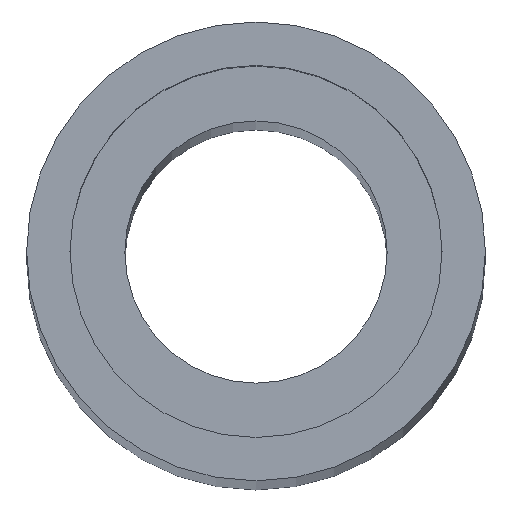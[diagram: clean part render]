
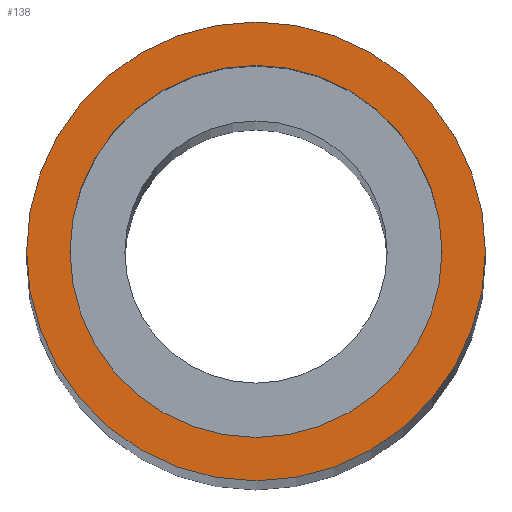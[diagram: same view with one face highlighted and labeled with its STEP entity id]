
A CAD part, top view. The second image highlights one B-rep face of the part: STEP entity #138.
In plain terms, the highlighted planar face has unit normal (0, 0, 1).
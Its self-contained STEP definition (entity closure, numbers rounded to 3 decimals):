
#18=FACE_BOUND('',#47,.T.);
#23=PLANE('',#181);
#33=FACE_OUTER_BOUND('',#46,.T.);
#46=EDGE_LOOP('',(#121));
#47=EDGE_LOOP('',(#122));
#68=CIRCLE('',#178,14.19);
#69=CIRCLE('',#180,17.5);
#78=VERTEX_POINT('',#257);
#79=VERTEX_POINT('',#261);
#91=EDGE_CURVE('',#78,#78,#68,.T.);
#93=EDGE_CURVE('',#79,#79,#69,.T.);
#121=ORIENTED_EDGE('',*,*,#93,.T.);
#122=ORIENTED_EDGE('',*,*,#91,.T.);
#138=ADVANCED_FACE('',(#33,#18),#23,.T.);
#178=AXIS2_PLACEMENT_3D('',#258,#218,#219);
#180=AXIS2_PLACEMENT_3D('',#262,#223,#224);
#181=AXIS2_PLACEMENT_3D('',#264,#226,#227);
#218=DIRECTION('center_axis',(0.,0.,-1.));
#219=DIRECTION('ref_axis',(-1.,0.,0.));
#223=DIRECTION('center_axis',(0.,0.,1.));
#224=DIRECTION('ref_axis',(1.,0.,0.));
#226=DIRECTION('center_axis',(0.,0.,1.));
#227=DIRECTION('ref_axis',(1.,0.,0.));
#257=CARTESIAN_POINT('',(14.19,0.,420.));
#258=CARTESIAN_POINT('Origin',(0.,0.,420.));
#261=CARTESIAN_POINT('',(-17.5,0.,420.));
#262=CARTESIAN_POINT('Origin',(0.,0.,420.));
#264=CARTESIAN_POINT('Origin',(0.,0.,420.));
